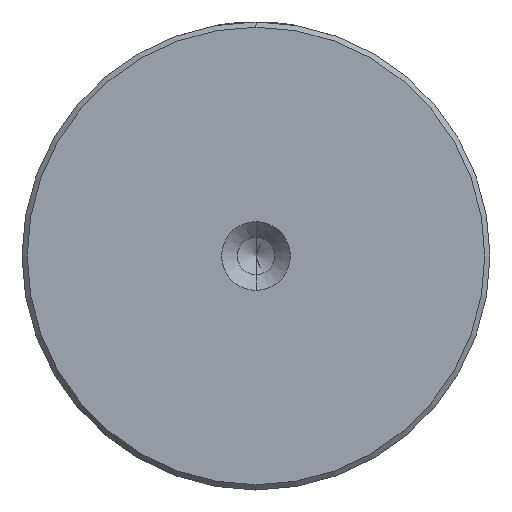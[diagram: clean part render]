
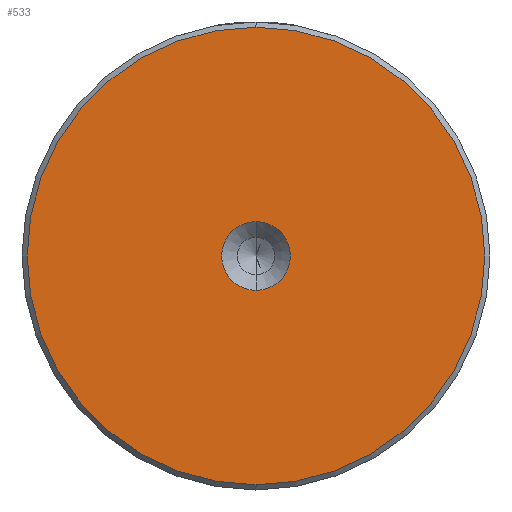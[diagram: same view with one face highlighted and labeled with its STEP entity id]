
A CAD part, left-side view. The second image highlights one B-rep face of the part: STEP entity #533.
In plain terms, the highlighted planar face has unit normal (-1, 0, 0).
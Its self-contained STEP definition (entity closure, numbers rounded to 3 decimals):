
#25 = CARTESIAN_POINT ( 'NONE',  ( 0., 0., 0. ) ) ;
#36 = EDGE_CURVE ( 'NONE', #1643, #436, #1789, .T. ) ;
#70 = EDGE_CURVE ( 'NONE', #1972, #821, #713, .T. ) ;
#109 = CARTESIAN_POINT ( 'NONE',  ( 0., 0., 0. ) ) ;
#128 = DIRECTION ( 'NONE',  ( 0., 0., 1. ) ) ;
#301 = DIRECTION ( 'NONE',  ( 0., 0., 1. ) ) ;
#310 = DIRECTION ( 'NONE',  ( -1., 0., 0. ) ) ;
#320 = CARTESIAN_POINT ( 'NONE',  ( 0., 0., 0. ) ) ;
#436 = VERTEX_POINT ( 'NONE', #900 ) ;
#440 = DIRECTION ( 'NONE',  ( 0., 0., 1. ) ) ;
#441 = ORIENTED_EDGE ( 'NONE', *, *, #445, .F. ) ;
#445 = EDGE_CURVE ( 'NONE', #821, #1972, #630, .T. ) ;
#533 = ADVANCED_FACE ( 'NONE', ( #1530, #952 ), #1396, .T. ) ;
#549 = ORIENTED_EDGE ( 'NONE', *, *, #1031, .T. ) ;
#620 = DIRECTION ( 'NONE',  ( -1., 0., 0. ) ) ;
#630 = CIRCLE ( 'NONE', #1304, 3.3 ) ;
#636 = AXIS2_PLACEMENT_3D ( 'NONE', #1201, #1015, #1005 ) ;
#685 = ORIENTED_EDGE ( 'NONE', *, *, #36, .T. ) ;
#704 = AXIS2_PLACEMENT_3D ( 'NONE', #25, #2487, #128 ) ;
#713 = CIRCLE ( 'NONE', #704, 3.3 ) ;
#784 = EDGE_LOOP ( 'NONE', ( #2094, #441 ) ) ;
#795 = AXIS2_PLACEMENT_3D ( 'NONE', #2283, #1131, #2472 ) ;
#821 = VERTEX_POINT ( 'NONE', #1424 ) ;
#842 = CARTESIAN_POINT ( 'NONE',  ( 0., 0., 22. ) ) ;
#900 = CARTESIAN_POINT ( 'NONE',  ( 0., 0., -22. ) ) ;
#952 = FACE_BOUND ( 'NONE', #784, .T. ) ;
#1005 = DIRECTION ( 'NONE',  ( 0., 0., 1. ) ) ;
#1015 = DIRECTION ( 'NONE',  ( -1., 0., 0. ) ) ;
#1031 = EDGE_CURVE ( 'NONE', #436, #1643, #1046, .T. ) ;
#1046 = CIRCLE ( 'NONE', #795, 22. ) ;
#1131 = DIRECTION ( 'NONE',  ( -1., 0., 0. ) ) ;
#1201 = CARTESIAN_POINT ( 'NONE',  ( 0., 0., 0. ) ) ;
#1209 = AXIS2_PLACEMENT_3D ( 'NONE', #109, #620, #440 ) ;
#1304 = AXIS2_PLACEMENT_3D ( 'NONE', #320, #310, #301 ) ;
#1372 = CARTESIAN_POINT ( 'NONE',  ( 0., 0., 3.3 ) ) ;
#1396 = PLANE ( 'NONE',  #636 ) ;
#1424 = CARTESIAN_POINT ( 'NONE',  ( 0., 0., -3.3 ) ) ;
#1458 = EDGE_LOOP ( 'NONE', ( #549, #685 ) ) ;
#1530 = FACE_OUTER_BOUND ( 'NONE', #1458, .T. ) ;
#1643 = VERTEX_POINT ( 'NONE', #842 ) ;
#1789 = CIRCLE ( 'NONE', #1209, 22. ) ;
#1972 = VERTEX_POINT ( 'NONE', #1372 ) ;
#2094 = ORIENTED_EDGE ( 'NONE', *, *, #70, .F. ) ;
#2283 = CARTESIAN_POINT ( 'NONE',  ( 0., 0., 0. ) ) ;
#2472 = DIRECTION ( 'NONE',  ( 0., 0., 1. ) ) ;
#2487 = DIRECTION ( 'NONE',  ( -1., 0., 0. ) ) ;
